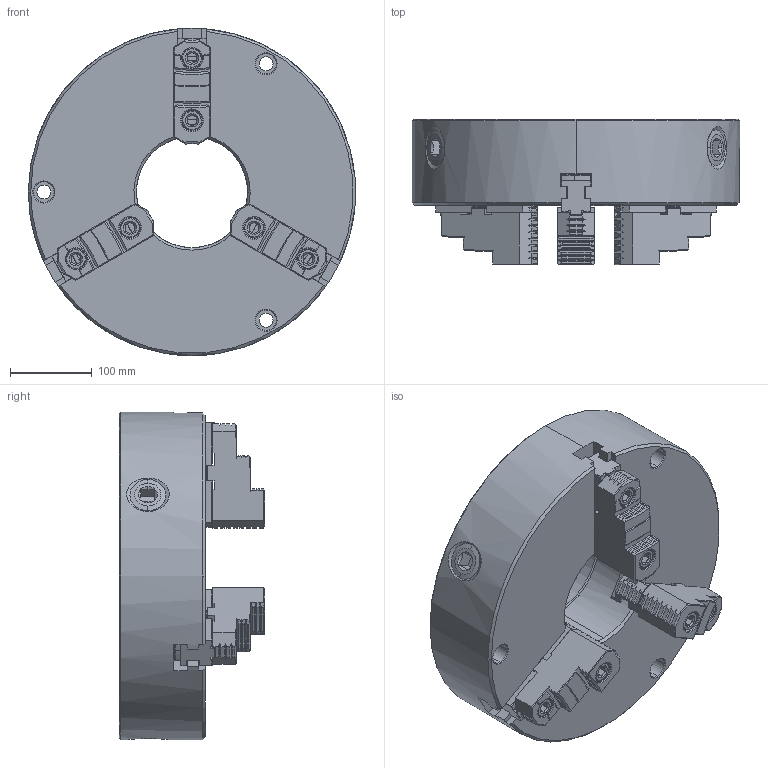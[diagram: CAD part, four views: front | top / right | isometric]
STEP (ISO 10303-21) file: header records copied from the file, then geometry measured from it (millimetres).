
FILE_DESCRIPTION (( 'STEP AP203' ), '1' );
FILE_NAME ('1-201-1601.STEP', '2021-11-16T06:14:59', ( '微软用户' ), ( '微软中国' ), 'SwSTEP 2.0', 'SolidWorks 2008', '' );
FILE_SCHEMA (( 'CONFIG_CONTROL_DESIGN' ));
Length unit declared in the file: millimetre
Products named in the file (3): 盘体_默认; A-Jaw_默认; 1-201-1601
Assembly tree (4 placements, depth 2):
  1-201-1601
    A-Jaw_默认  x3
    盘体_默认
Bounding box: 400 x 177.8 x 400 mm (x, y, z)
Volume: 10645489.7 mm3; surface area: 655421.2 mm2
Topology: 1 solids, 13 shells, 1315 faces, 3773 edges, 2474 vertices
Faces by surface type: plane 656, cone 330, cylinder 299, bspline 30
Entity records: 19531 total; most frequent: CARTESIAN_POINT 4941, ORIENTED_EDGE 3021, DIRECTION 2866, EDGE_CURVE 1579, VERTEX_POINT 1034, AXIS2_PLACEMENT_3D 1001, VECTOR 864, LINE 864
